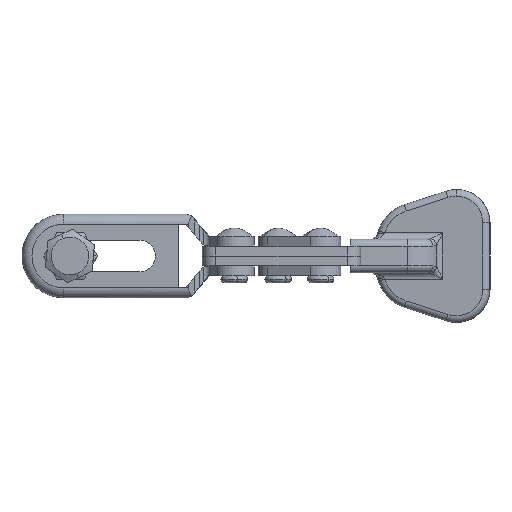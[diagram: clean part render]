
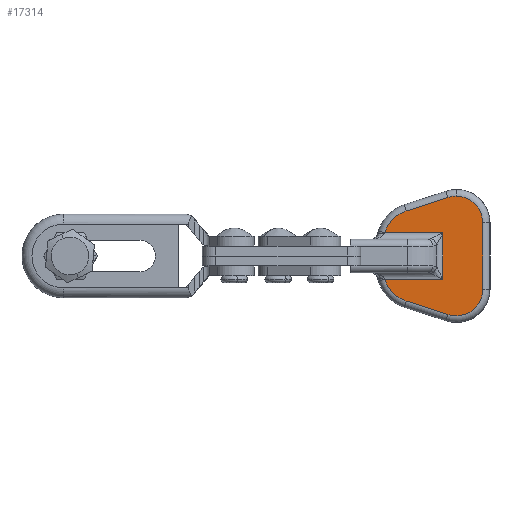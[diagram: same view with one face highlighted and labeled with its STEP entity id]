
A CAD part, front view. The second image highlights one B-rep face of the part: STEP entity #17314.
In plain terms, the highlighted face is planar.
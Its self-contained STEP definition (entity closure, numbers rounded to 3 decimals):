
#955 = DIRECTION ( 'NONE',  ( 0., 0., 1. ) ) ;
#1136 = CARTESIAN_POINT ( 'NONE',  ( 25.461, 2.2, -8.806 ) ) ;
#1201 = DIRECTION ( 'NONE',  ( 1., 0., 0. ) ) ;
#1297 = VERTEX_POINT ( 'NONE', #23336 ) ;
#1524 = DIRECTION ( 'NONE',  ( 0., 0., 1. ) ) ;
#2353 = AXIS2_PLACEMENT_3D ( 'NONE', #33335, #17448, #1524 ) ;
#3031 = CARTESIAN_POINT ( 'NONE',  ( 20.69, 2.2, 2.011 ) ) ;
#3306 = EDGE_LOOP ( 'NONE', ( #10259, #23928, #28070, #9088, #18352, #24885, #17440, #29071, #24649, #20034, #19231 ) ) ;
#3321 = VERTEX_POINT ( 'NONE', #21919 ) ;
#3482 = EDGE_CURVE ( 'NONE', #9674, #3321, #3778, .T. ) ;
#3778 = LINE ( 'NONE', #14442, #32837 ) ;
#4288 = EDGE_CURVE ( 'NONE', #25102, #33580, #16198, .T. ) ;
#4312 = CARTESIAN_POINT ( 'NONE',  ( 17.977, 2.2, 6.389 ) ) ;
#4782 = EDGE_CURVE ( 'NONE', #33580, #10490, #15748, .T. ) ;
#5684 = DIRECTION ( 'NONE',  ( 0., 0., 1. ) ) ;
#6454 = CARTESIAN_POINT ( 'NONE',  ( 26.69, 2.2, 5. ) ) ;
#6607 = CARTESIAN_POINT ( 'NONE',  ( 19.153, 2.2, -6.769 ) ) ;
#7348 = VERTEX_POINT ( 'NONE', #6607 ) ;
#7394 = CARTESIAN_POINT ( 'NONE',  ( 26.69, 2.2, -5. ) ) ;
#7704 = VERTEX_POINT ( 'NONE', #30019 ) ;
#8079 = CARTESIAN_POINT ( 'NONE',  ( 30.69, 2.2, 5. ) ) ;
#8699 = VECTOR ( 'NONE', #20451, 1000. ) ;
#9088 = ORIENTED_EDGE ( 'NONE', *, *, #30066, .T. ) ;
#9126 = DIRECTION ( 'NONE',  ( 0., 0., 1. ) ) ;
#9304 = DIRECTION ( 'NONE',  ( -1., 0., 0. ) ) ;
#9674 = VERTEX_POINT ( 'NONE', #30074 ) ;
#10065 = DIRECTION ( 'NONE',  ( 0., 0., 1. ) ) ;
#10259 = ORIENTED_EDGE ( 'NONE', *, *, #26788, .T. ) ;
#10490 = VERTEX_POINT ( 'NONE', #28954 ) ;
#10776 = CIRCLE ( 'NONE', #32902, 5. ) ;
#10889 = CARTESIAN_POINT ( 'NONE',  ( 15.917, 2.2, -3.5 ) ) ;
#12962 = AXIS2_PLACEMENT_3D ( 'NONE', #13717, #32274, #16405 ) ;
#13278 = VECTOR ( 'NONE', #25835, 1000. ) ;
#13652 = VERTEX_POINT ( 'NONE', #1136 ) ;
#13690 = PLANE ( 'NONE',  #18778 ) ;
#13717 = CARTESIAN_POINT ( 'NONE',  ( 20.69, 2.2, -2.011 ) ) ;
#13771 = AXIS2_PLACEMENT_3D ( 'NONE', #7394, #25987, #10065 ) ;
#13918 = DIRECTION ( 'NONE',  ( 0., 0., 1. ) ) ;
#14414 = LINE ( 'NONE', #27787, #20679 ) ;
#14442 = CARTESIAN_POINT ( 'NONE',  ( 23.995, 2.2, 3.5 ) ) ;
#14523 = EDGE_CURVE ( 'NONE', #26610, #25102, #14414, .T. ) ;
#14556 = CIRCLE ( 'NONE', #13771, 4. ) ;
#15748 = CIRCLE ( 'NONE', #2353, 4. ) ;
#16137 = EDGE_CURVE ( 'NONE', #27652, #7348, #28122, .T. ) ;
#16198 = CIRCLE ( 'NONE', #19736, 4. ) ;
#16405 = DIRECTION ( 'NONE',  ( 0., 0., 1. ) ) ;
#17314 = ADVANCED_FACE ( 'NONE', ( #27666 ), #13690, .F. ) ;
#17440 = ORIENTED_EDGE ( 'NONE', *, *, #23519, .T. ) ;
#17448 = DIRECTION ( 'NONE',  ( 0., -1., 0. ) ) ;
#17589 = VECTOR ( 'NONE', #28221, 1000. ) ;
#18352 = ORIENTED_EDGE ( 'NONE', *, *, #30327, .T. ) ;
#18778 = AXIS2_PLACEMENT_3D ( 'NONE', #27183, #29827, #13918 ) ;
#19231 = ORIENTED_EDGE ( 'NONE', *, *, #4782, .T. ) ;
#19270 = LINE ( 'NONE', #4312, #17589 ) ;
#19736 = AXIS2_PLACEMENT_3D ( 'NONE', #6454, #25060, #9126 ) ;
#19776 = CARTESIAN_POINT ( 'NONE',  ( 30.69, 2.2, -5. ) ) ;
#20034 = ORIENTED_EDGE ( 'NONE', *, *, #4288, .T. ) ;
#20451 = DIRECTION ( 'NONE',  ( 0.952, 0., -0.307 ) ) ;
#20679 = VECTOR ( 'NONE', #955, 1000. ) ;
#21636 = DIRECTION ( 'NONE',  ( 0., -1., 0. ) ) ;
#21919 = CARTESIAN_POINT ( 'NONE',  ( 24.697, 2.2, 3.5 ) ) ;
#23336 = CARTESIAN_POINT ( 'NONE',  ( 19.153, 2.2, 6.769 ) ) ;
#23519 = EDGE_CURVE ( 'NONE', #7348, #13652, #23677, .T. ) ;
#23677 = LINE ( 'NONE', #30961, #8699 ) ;
#23928 = ORIENTED_EDGE ( 'NONE', *, *, #32340, .T. ) ;
#24649 = ORIENTED_EDGE ( 'NONE', *, *, #14523, .T. ) ;
#24885 = ORIENTED_EDGE ( 'NONE', *, *, #16137, .T. ) ;
#25060 = DIRECTION ( 'NONE',  ( 0., -1., 0. ) ) ;
#25102 = VERTEX_POINT ( 'NONE', #8079 ) ;
#25835 = DIRECTION ( 'NONE',  ( 0., 0., -1. ) ) ;
#25987 = DIRECTION ( 'NONE',  ( 0., -1., 0. ) ) ;
#26610 = VERTEX_POINT ( 'NONE', #19776 ) ;
#26788 = EDGE_CURVE ( 'NONE', #10490, #1297, #19270, .T. ) ;
#27183 = CARTESIAN_POINT ( 'NONE',  ( 20.69, 2.2, -2.011 ) ) ;
#27652 = VERTEX_POINT ( 'NONE', #10889 ) ;
#27666 = FACE_OUTER_BOUND ( 'NONE', #3306, .T. ) ;
#27787 = CARTESIAN_POINT ( 'NONE',  ( 30.69, 2.2, -2.011 ) ) ;
#27887 = CARTESIAN_POINT ( 'NONE',  ( 14.71, 2.2, -3.5 ) ) ;
#27961 = CARTESIAN_POINT ( 'NONE',  ( 26.69, 2.2, 9. ) ) ;
#28070 = ORIENTED_EDGE ( 'NONE', *, *, #3482, .T. ) ;
#28122 = CIRCLE ( 'NONE', #12962, 5. ) ;
#28221 = DIRECTION ( 'NONE',  ( -0.952, 0., -0.307 ) ) ;
#28954 = CARTESIAN_POINT ( 'NONE',  ( 25.461, 2.2, 8.806 ) ) ;
#29071 = ORIENTED_EDGE ( 'NONE', *, *, #29568, .T. ) ;
#29568 = EDGE_CURVE ( 'NONE', #13652, #26610, #14556, .T. ) ;
#29827 = DIRECTION ( 'NONE',  ( 0., 1., 0. ) ) ;
#30019 = CARTESIAN_POINT ( 'NONE',  ( 24.697, 2.2, -3.5 ) ) ;
#30066 = EDGE_CURVE ( 'NONE', #3321, #7704, #34453, .T. ) ;
#30074 = CARTESIAN_POINT ( 'NONE',  ( 15.917, 2.2, 3.5 ) ) ;
#30327 = EDGE_CURVE ( 'NONE', #7704, #27652, #32427, .T. ) ;
#30787 = VECTOR ( 'NONE', #9304, 1000. ) ;
#30961 = CARTESIAN_POINT ( 'NONE',  ( 19.153, 2.2, -6.769 ) ) ;
#32274 = DIRECTION ( 'NONE',  ( 0., -1., 0. ) ) ;
#32340 = EDGE_CURVE ( 'NONE', #1297, #9674, #10776, .T. ) ;
#32427 = LINE ( 'NONE', #27887, #30787 ) ;
#32837 = VECTOR ( 'NONE', #1201, 1000. ) ;
#32902 = AXIS2_PLACEMENT_3D ( 'NONE', #3031, #21636, #5684 ) ;
#33335 = CARTESIAN_POINT ( 'NONE',  ( 26.69, 2.2, 5. ) ) ;
#33580 = VERTEX_POINT ( 'NONE', #27961 ) ;
#33907 = CARTESIAN_POINT ( 'NONE',  ( 24.697, 2.2, -2.5 ) ) ;
#34453 = LINE ( 'NONE', #33907, #13278 ) ;
